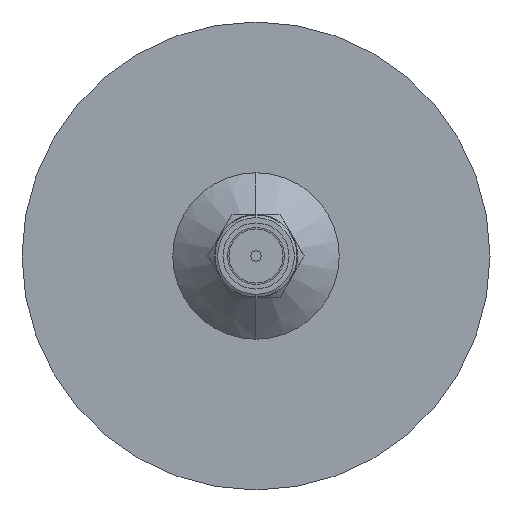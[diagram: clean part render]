
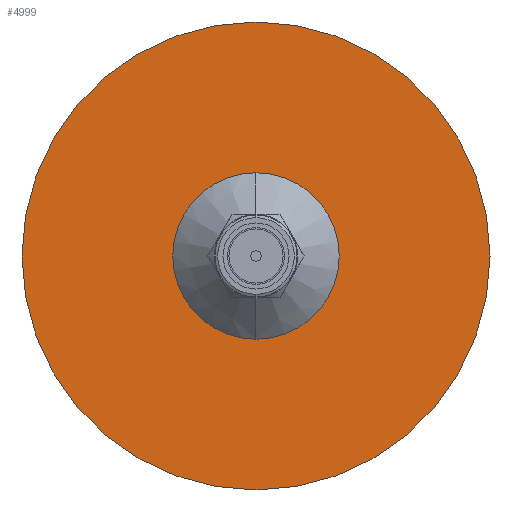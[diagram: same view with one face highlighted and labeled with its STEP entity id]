
A CAD part, left-side view. The second image highlights one B-rep face of the part: STEP entity #4999.
In plain terms, the highlighted planar face has unit normal (-1, 0, 0).
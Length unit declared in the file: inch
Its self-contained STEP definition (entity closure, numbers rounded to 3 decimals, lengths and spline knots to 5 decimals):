
#306 = CARTESIAN_POINT ( 'NONE',  ( -2.86585, -0.88583, 0. ) ) ;
#390 = VERTEX_POINT ( 'NONE', #306 ) ;
#409 = DIRECTION ( 'NONE',  ( -1., 0., 0. ) ) ;
#456 = DIRECTION ( 'NONE',  ( 1., 0., 0. ) ) ;
#676 = CARTESIAN_POINT ( 'NONE',  ( -2.86585, 0., 0. ) ) ;
#1119 = DIRECTION ( 'NONE',  ( 0., 1., 0. ) ) ;
#1156 = CARTESIAN_POINT ( 'NONE',  ( -2.86585, 0.6378, 0. ) ) ;
#1348 = ORIENTED_EDGE ( 'NONE', *, *, #5467, .T. ) ;
#2493 = AXIS2_PLACEMENT_3D ( 'NONE', #1156, #456, #1119 ) ;
#2823 = CARTESIAN_POINT ( 'NONE',  ( -2.86585, 0., 0. ) ) ;
#3048 = CARTESIAN_POINT ( 'NONE',  ( -2.86585, 0.88583, 0. ) ) ;
#3264 = EDGE_LOOP ( 'NONE', ( #1348, #7923 ) ) ;
#3439 = DIRECTION ( 'NONE',  ( 0., -1., 0. ) ) ;
#3568 = PLANE ( 'NONE',  #2493 ) ;
#4402 = DIRECTION ( 'NONE',  ( -1., 0., 0. ) ) ;
#4807 = EDGE_CURVE ( 'NONE', #6518, #390, #6148, .T. ) ;
#4999 = ADVANCED_FACE ( 'NONE', ( #5933 ), #3568, .F. ) ;
#5467 = EDGE_CURVE ( 'NONE', #390, #6518, #5479, .T. ) ;
#5479 = CIRCLE ( 'NONE', #6274, 0.88583 ) ;
#5933 = FACE_OUTER_BOUND ( 'NONE', #3264, .T. ) ;
#6148 = CIRCLE ( 'NONE', #7583, 0.88583 ) ;
#6252 = DIRECTION ( 'NONE',  ( 0., -1., 0. ) ) ;
#6274 = AXIS2_PLACEMENT_3D ( 'NONE', #2823, #409, #3439 ) ;
#6518 = VERTEX_POINT ( 'NONE', #3048 ) ;
#7583 = AXIS2_PLACEMENT_3D ( 'NONE', #676, #4402, #6252 ) ;
#7923 = ORIENTED_EDGE ( 'NONE', *, *, #4807, .T. ) ;
